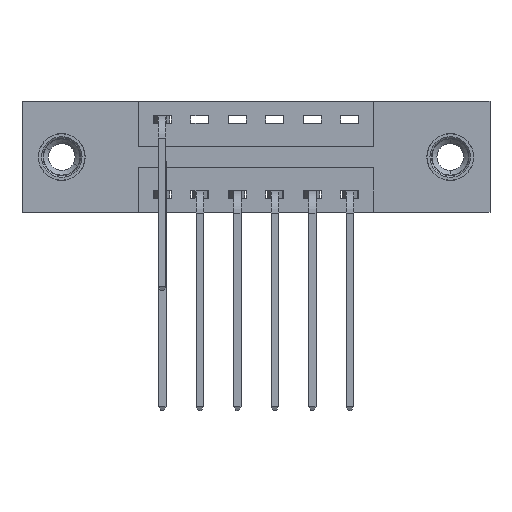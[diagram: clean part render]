
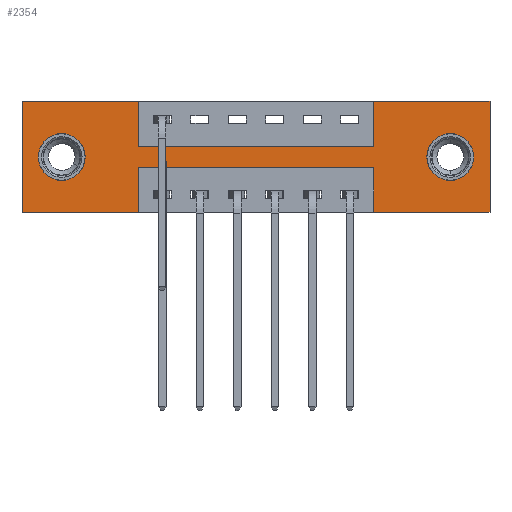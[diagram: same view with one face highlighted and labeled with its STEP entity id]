
A CAD part, front view. The second image highlights one B-rep face of the part: STEP entity #2354.
In plain terms, the highlighted planar face has unit normal (0, -1, 0).
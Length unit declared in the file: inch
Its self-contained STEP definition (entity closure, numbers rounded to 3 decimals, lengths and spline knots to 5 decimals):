
#23 = VECTOR ( 'NONE', #11186, 39.37008 ) ;
#112 = ORIENTED_EDGE ( 'NONE', *, *, #1820, .F. ) ;
#301 = VERTEX_POINT ( 'NONE', #672 ) ;
#322 = CARTESIAN_POINT ( 'NONE',  ( 1.1725, 0., 0. ) ) ;
#357 = VERTEX_POINT ( 'NONE', #10723 ) ;
#423 = LINE ( 'NONE', #9079, #9442 ) ;
#548 = CARTESIAN_POINT ( 'NONE',  ( 0.1325, 0., -0.263 ) ) ;
#648 = VERTEX_POINT ( 'NONE', #752 ) ;
#672 = CARTESIAN_POINT ( 'NONE',  ( 0.3875, 0., -0.15 ) ) ;
#752 = CARTESIAN_POINT ( 'NONE',  ( 1.1725, 0., -0.22 ) ) ;
#882 = DIRECTION ( 'NONE',  ( -1., 0., 0. ) ) ;
#920 = CARTESIAN_POINT ( 'NONE',  ( 0.1325, 0., -0.185 ) ) ;
#960 = DIRECTION ( 'NONE',  ( 0., 0., -1. ) ) ;
#971 = LINE ( 'NONE', #7644, #5849 ) ;
#1008 = DIRECTION ( 'NONE',  ( 1., 0., 0. ) ) ;
#1072 = CARTESIAN_POINT ( 'NONE',  ( 0.3875, 0., -0.37 ) ) ;
#1127 = DIRECTION ( 'NONE',  ( 0., 0., 1. ) ) ;
#1203 = CARTESIAN_POINT ( 'NONE',  ( 1.4275, 0., -0.185 ) ) ;
#1532 = ORIENTED_EDGE ( 'NONE', *, *, #9880, .F. ) ;
#1791 = CARTESIAN_POINT ( 'NONE',  ( 0.3875, 0., -0.37 ) ) ;
#1820 = EDGE_CURVE ( 'NONE', #1914, #648, #2856, .T. ) ;
#1827 = CARTESIAN_POINT ( 'NONE',  ( 1.1725, 0., -0.37 ) ) ;
#1833 = ORIENTED_EDGE ( 'NONE', *, *, #9450, .T. ) ;
#1890 = DIRECTION ( 'NONE',  ( 0., 0., 1. ) ) ;
#1914 = VERTEX_POINT ( 'NONE', #11076 ) ;
#1960 = VERTEX_POINT ( 'NONE', #10673 ) ;
#1968 = EDGE_CURVE ( 'NONE', #7834, #6140, #8570, .T. ) ;
#2079 = DIRECTION ( 'NONE',  ( 0., 0., 1. ) ) ;
#2111 = VECTOR ( 'NONE', #2983, 39.37008 ) ;
#2151 = DIRECTION ( 'NONE',  ( 0., 0., -1. ) ) ;
#2234 = CARTESIAN_POINT ( 'NONE',  ( 0., 0., 0. ) ) ;
#2323 = EDGE_LOOP ( 'NONE', ( #7187, #7390 ) ) ;
#2354 = ADVANCED_FACE ( 'NONE', ( #7053, #11404, #4720 ), #6349, .T. ) ;
#2356 = VECTOR ( 'NONE', #10178, 39.37008 ) ;
#2399 = CARTESIAN_POINT ( 'NONE',  ( 0.3875, 0., -0.22 ) ) ;
#2619 = VERTEX_POINT ( 'NONE', #2399 ) ;
#2628 = AXIS2_PLACEMENT_3D ( 'NONE', #10399, #10365, #10337 ) ;
#2856 = LINE ( 'NONE', #1827, #7327 ) ;
#2983 = DIRECTION ( 'NONE',  ( -1., 0., 0. ) ) ;
#3037 = EDGE_CURVE ( 'NONE', #648, #2619, #4577, .T. ) ;
#3113 = ORIENTED_EDGE ( 'NONE', *, *, #3037, .F. ) ;
#3151 = DIRECTION ( 'NONE',  ( 1., 0., 0. ) ) ;
#3489 = CARTESIAN_POINT ( 'NONE',  ( 0., 0., -0.37 ) ) ;
#3557 = EDGE_CURVE ( 'NONE', #7286, #1914, #6765, .T. ) ;
#3805 = VERTEX_POINT ( 'NONE', #322 ) ;
#3810 = VECTOR ( 'NONE', #2079, 39.37008 ) ;
#3892 = ORIENTED_EDGE ( 'NONE', *, *, #1968, .T. ) ;
#3918 = EDGE_CURVE ( 'NONE', #11509, #301, #4983, .T. ) ;
#4013 = EDGE_LOOP ( 'NONE', ( #10901, #3113, #112, #8148, #6635, #4992, #7575, #8437, #10561, #5125, #8454, #1532 ) ) ;
#4144 = DIRECTION ( 'NONE',  ( 0., 1., 0. ) ) ;
#4402 = AXIS2_PLACEMENT_3D ( 'NONE', #920, #7271, #1890 ) ;
#4434 = VERTEX_POINT ( 'NONE', #5756 ) ;
#4577 = LINE ( 'NONE', #10946, #2111 ) ;
#4593 = VERTEX_POINT ( 'NONE', #548 ) ;
#4620 = LINE ( 'NONE', #1072, #11028 ) ;
#4660 = CIRCLE ( 'NONE', #4402, 0.078 ) ;
#4679 = CARTESIAN_POINT ( 'NONE',  ( 1.56, 0., 0. ) ) ;
#4698 = VERTEX_POINT ( 'NONE', #3489 ) ;
#4720 = FACE_OUTER_BOUND ( 'NONE', #4013, .T. ) ;
#4830 = VECTOR ( 'NONE', #960, 39.37008 ) ;
#4874 = AXIS2_PLACEMENT_3D ( 'NONE', #6831, #6324, #6294 ) ;
#4983 = LINE ( 'NONE', #8573, #23 ) ;
#4992 = ORIENTED_EDGE ( 'NONE', *, *, #10735, .F. ) ;
#5064 = VECTOR ( 'NONE', #882, 39.37008 ) ;
#5109 = CARTESIAN_POINT ( 'NONE',  ( 0.3875, 0., 0. ) ) ;
#5125 = ORIENTED_EDGE ( 'NONE', *, *, #9929, .F. ) ;
#5325 = LINE ( 'NONE', #6406, #5064 ) ;
#5505 = CARTESIAN_POINT ( 'NONE',  ( 0., 0., -0.37 ) ) ;
#5756 = CARTESIAN_POINT ( 'NONE',  ( 1.56, 0., 0. ) ) ;
#5787 = EDGE_CURVE ( 'NONE', #4593, #1960, #4660, .T. ) ;
#5849 = VECTOR ( 'NONE', #3151, 39.37008 ) ;
#5989 = CARTESIAN_POINT ( 'NONE',  ( 0., 0., 0. ) ) ;
#6140 = VERTEX_POINT ( 'NONE', #11269 ) ;
#6180 = LINE ( 'NONE', #6574, #3810 ) ;
#6294 = DIRECTION ( 'NONE',  ( 0., 0., -1. ) ) ;
#6324 = DIRECTION ( 'NONE',  ( 0., -1., 0. ) ) ;
#6349 = PLANE ( 'NONE',  #4874 ) ;
#6406 = CARTESIAN_POINT ( 'NONE',  ( 0., 0., -0.37 ) ) ;
#6493 = VECTOR ( 'NONE', #9895, 39.37008 ) ;
#6574 = CARTESIAN_POINT ( 'NONE',  ( 1.1725, 0., 0. ) ) ;
#6635 = ORIENTED_EDGE ( 'NONE', *, *, #7549, .F. ) ;
#6765 = LINE ( 'NONE', #5505, #6493 ) ;
#6831 = CARTESIAN_POINT ( 'NONE',  ( 0., 0., -0.37 ) ) ;
#7053 = FACE_BOUND ( 'NONE', #9167, .T. ) ;
#7121 = LINE ( 'NONE', #2234, #2356 ) ;
#7187 = ORIENTED_EDGE ( 'NONE', *, *, #7243, .T. ) ;
#7243 = EDGE_CURVE ( 'NONE', #1960, #4593, #9875, .T. ) ;
#7271 = DIRECTION ( 'NONE',  ( 0., 1., 0. ) ) ;
#7286 = VERTEX_POINT ( 'NONE', #11158 ) ;
#7327 = VECTOR ( 'NONE', #1127, 39.37008 ) ;
#7390 = ORIENTED_EDGE ( 'NONE', *, *, #5787, .T. ) ;
#7507 = DIRECTION ( 'NONE',  ( 0., 1., 0. ) ) ;
#7549 = EDGE_CURVE ( 'NONE', #4434, #7286, #9481, .T. ) ;
#7575 = ORIENTED_EDGE ( 'NONE', *, *, #8267, .F. ) ;
#7644 = CARTESIAN_POINT ( 'NONE',  ( 0., 0., 0. ) ) ;
#7667 = CIRCLE ( 'NONE', #8013, 0.078 ) ;
#7675 = EDGE_CURVE ( 'NONE', #301, #357, #10139, .T. ) ;
#7834 = VERTEX_POINT ( 'NONE', #10372 ) ;
#8013 = AXIS2_PLACEMENT_3D ( 'NONE', #1203, #7507, #2151 ) ;
#8148 = ORIENTED_EDGE ( 'NONE', *, *, #3557, .F. ) ;
#8255 = DIRECTION ( 'NONE',  ( 0., 0., -1. ) ) ;
#8267 = EDGE_CURVE ( 'NONE', #357, #3805, #6180, .T. ) ;
#8350 = CARTESIAN_POINT ( 'NONE',  ( 0.3875, 0., -0.15 ) ) ;
#8437 = ORIENTED_EDGE ( 'NONE', *, *, #7675, .F. ) ;
#8454 = ORIENTED_EDGE ( 'NONE', *, *, #9519, .F. ) ;
#8570 = CIRCLE ( 'NONE', #2628, 0.078 ) ;
#8573 = CARTESIAN_POINT ( 'NONE',  ( 0.3875, 0., 0. ) ) ;
#9079 = CARTESIAN_POINT ( 'NONE',  ( 0., 0., 0. ) ) ;
#9167 = EDGE_LOOP ( 'NONE', ( #3892, #1833 ) ) ;
#9212 = VERTEX_POINT ( 'NONE', #1791 ) ;
#9240 = DIRECTION ( 'NONE',  ( 1., 0., 0. ) ) ;
#9398 = CARTESIAN_POINT ( 'NONE',  ( 0.1325, 0., -0.185 ) ) ;
#9442 = VECTOR ( 'NONE', #1008, 39.37008 ) ;
#9450 = EDGE_CURVE ( 'NONE', #6140, #7834, #7667, .T. ) ;
#9481 = LINE ( 'NONE', #4679, #4830 ) ;
#9519 = EDGE_CURVE ( 'NONE', #4698, #10828, #7121, .T. ) ;
#9865 = VECTOR ( 'NONE', #9240, 39.37008 ) ;
#9875 = CIRCLE ( 'NONE', #10339, 0.078 ) ;
#9880 = EDGE_CURVE ( 'NONE', #9212, #4698, #5325, .T. ) ;
#9895 = DIRECTION ( 'NONE',  ( -1., 0., 0. ) ) ;
#9929 = EDGE_CURVE ( 'NONE', #10828, #11509, #423, .T. ) ;
#10139 = LINE ( 'NONE', #8350, #9865 ) ;
#10178 = DIRECTION ( 'NONE',  ( 0., 0., 1. ) ) ;
#10253 = DIRECTION ( 'NONE',  ( 0., 0., 1. ) ) ;
#10337 = DIRECTION ( 'NONE',  ( 0., 0., -1. ) ) ;
#10339 = AXIS2_PLACEMENT_3D ( 'NONE', #9398, #4144, #10253 ) ;
#10365 = DIRECTION ( 'NONE',  ( 0., 1., 0. ) ) ;
#10372 = CARTESIAN_POINT ( 'NONE',  ( 1.4275, 0., -0.107 ) ) ;
#10399 = CARTESIAN_POINT ( 'NONE',  ( 1.4275, 0., -0.185 ) ) ;
#10561 = ORIENTED_EDGE ( 'NONE', *, *, #3918, .F. ) ;
#10673 = CARTESIAN_POINT ( 'NONE',  ( 0.1325, 0., -0.107 ) ) ;
#10723 = CARTESIAN_POINT ( 'NONE',  ( 1.1725, 0., -0.15 ) ) ;
#10735 = EDGE_CURVE ( 'NONE', #3805, #4434, #971, .T. ) ;
#10828 = VERTEX_POINT ( 'NONE', #5989 ) ;
#10901 = ORIENTED_EDGE ( 'NONE', *, *, #11108, .F. ) ;
#10946 = CARTESIAN_POINT ( 'NONE',  ( 0.3875, 0., -0.22 ) ) ;
#11028 = VECTOR ( 'NONE', #8255, 39.37008 ) ;
#11076 = CARTESIAN_POINT ( 'NONE',  ( 1.1725, 0., -0.37 ) ) ;
#11108 = EDGE_CURVE ( 'NONE', #2619, #9212, #4620, .T. ) ;
#11158 = CARTESIAN_POINT ( 'NONE',  ( 1.56, 0., -0.37 ) ) ;
#11186 = DIRECTION ( 'NONE',  ( 0., 0., -1. ) ) ;
#11269 = CARTESIAN_POINT ( 'NONE',  ( 1.4275, 0., -0.263 ) ) ;
#11404 = FACE_BOUND ( 'NONE', #2323, .T. ) ;
#11509 = VERTEX_POINT ( 'NONE', #5109 ) ;
